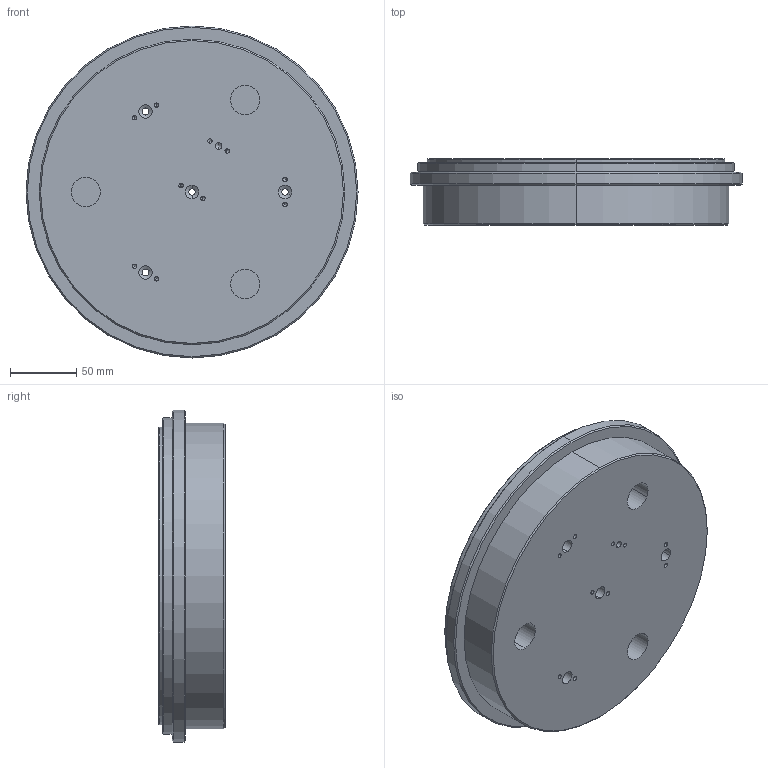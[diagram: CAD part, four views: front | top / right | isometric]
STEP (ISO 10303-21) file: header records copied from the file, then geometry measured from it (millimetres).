
FILE_DESCRIPTION (( 'STEP AP214' ), '1' );
FILE_NAME ('BuildBaseThreeMotor.STEP', '2021-11-22T12:53:58', ( '' ), ( '' ), 'SwSTEP 2.0', 'SolidWorks 2020', '' );
FILE_SCHEMA (( 'AUTOMOTIVE_DESIGN' ));
Length unit declared in the file: millimetre
Products named in the file (1): BuildBaseThreeMotor
Bounding box: 250 x 50 x 250 mm (x, y, z)
Volume: 2132122.6 mm3; surface area: 144171 mm2
Topology: 1 solids, 1 shells, 144 faces, 338 edges, 180 vertices
Faces by surface type: cylinder 74, cone 62, plane 8
Entity records: 4304 total; most frequent: DIRECTION 742, CARTESIAN_POINT 619, ORIENTED_EDGE 588, AXIS2_PLACEMENT_3D 303, EDGE_CURVE 294, EDGE_LOOP 180, VERTEX_POINT 180, CIRCLE 158
